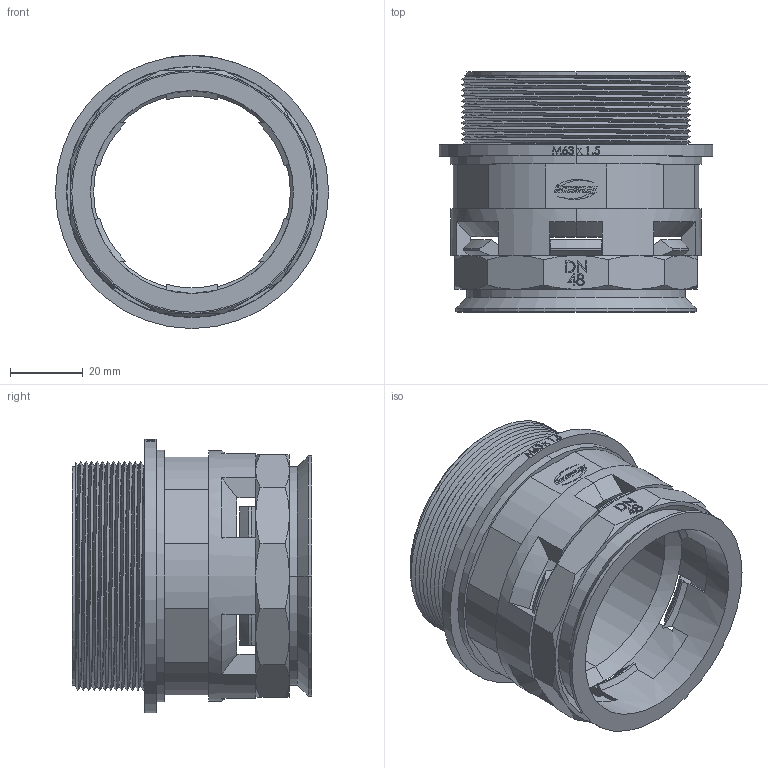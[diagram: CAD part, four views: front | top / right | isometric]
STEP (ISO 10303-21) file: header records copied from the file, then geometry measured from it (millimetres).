
FILE_DESCRIPTION (( 'STEP AP203' ), '1' );
FILE_NAME ('(MIR-48M63-)_I3040_0001_14_0.STEP', '2010-07-16T07:00:00', ( 'Llorenç' ), ( '' ), 'SwSTEP 2.0', 'SolidWorks 2007', '' );
FILE_SCHEMA (( 'CONFIG_CONTROL_DESIGN' ));
Length unit declared in the file: millimetre
Products named in the file (3): I3041_0000_00_0_Corona per DN48; I3041_0001_00_0_MIR-48M63; (MIR-48M63-)_I3040_0001_14_0
Assembly tree (2 placements, depth 2):
  (MIR-48M63-)_I3040_0001_14_0
    I3041_0000_00_0_Corona per DN48
    I3041_0001_00_0_MIR-48M63
Bounding box: 75 x 65.88 x 75 mm (x, y, z)
Volume: 62345.7 mm3; surface area: 38724.6 mm2
Topology: 3 solids, 3 shells, 433 faces, 1190 edges, 782 vertices
Faces by surface type: plane 224, bspline 90, cone 61, cylinder 58
Entity records: 21997 total; most frequent: CARTESIAN_POINT 11436, ORIENTED_EDGE 2380, DIRECTION 1745, EDGE_CURVE 1190, VERTEX_POINT 782, LINE 605, VECTOR 605, AXIS2_PLACEMENT_3D 570
